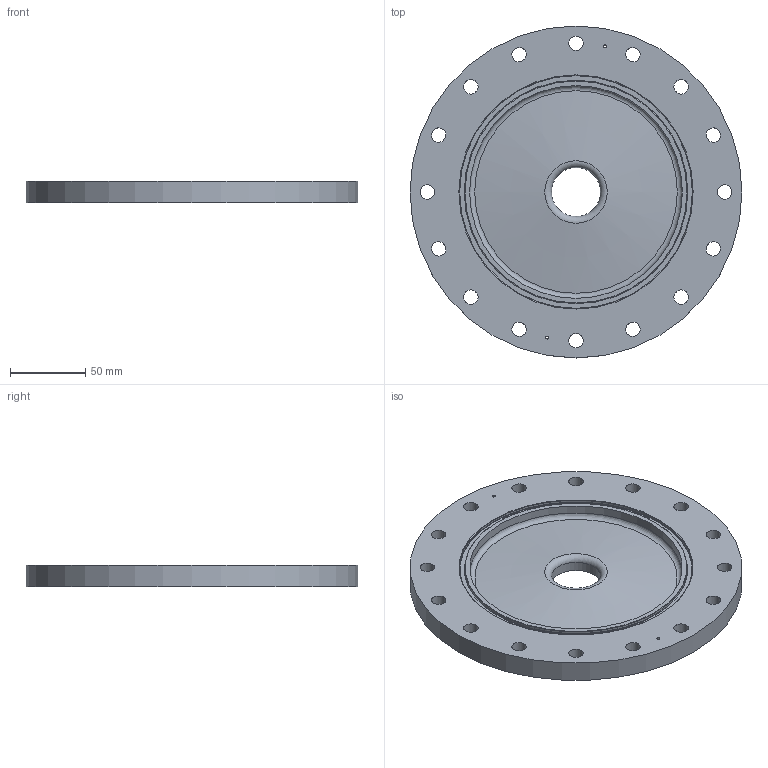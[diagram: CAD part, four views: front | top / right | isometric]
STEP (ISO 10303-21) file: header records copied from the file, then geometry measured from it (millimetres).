
FILE_DESCRIPTION(/* description */ (''),/* implementation_level */ '2;1');
FILE_NAME(/* name */ 'Headplate6.0.stp',/* time_stamp */ '2021-09-08T00:06:18-05:00',/* author */ (''),/* organization */ (''),/* preprocessor_version */ 'ST-DEVELOPER v16.7',/* originating_system */ 'SIEMENS PLM Software NX 1934',/* authorisation */ '');
FILE_SCHEMA (('AUTOMOTIVE_DESIGN { 1 0 10303 214 3 1 1 1 }'));
Length unit declared in the file: millimetre
Products named in the file (1): Head Plate
Bounding box: 220 x 220 x 14 mm (x, y, z)
Volume: 391861.6 mm3; surface area: 94782.7 mm2
Topology: 1 solids, 1 shells, 38 faces, 91 edges, 58 vertices
Faces by surface type: cylinder 24, torus 7, plane 5, cone 2
Full cylindrical faces by diameter (mm): 1.984 x2, 9.525 x16, 32.482 x1, 37.482 x1, 141 x1, 147.578 x1, 154.69 x1, 220 x1
Entity records: 1044 total; most frequent: DIRECTION 190, CARTESIAN_POINT 151, FACE_BOUND 112, EDGE_LOOP 112, ORIENTED_EDGE 112, AXIS2_PLACEMENT_3D 95, VERTEX_POINT 56, EDGE_CURVE 56
